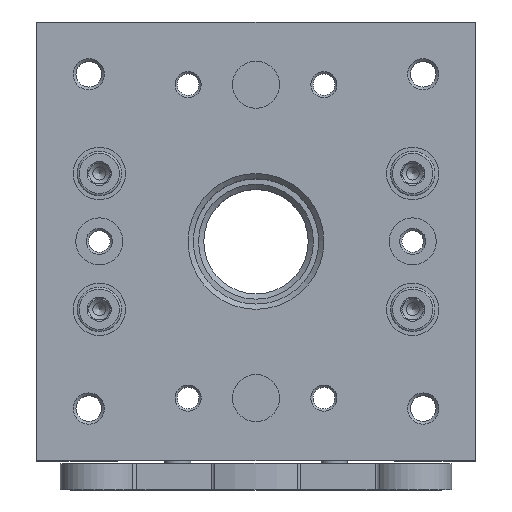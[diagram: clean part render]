
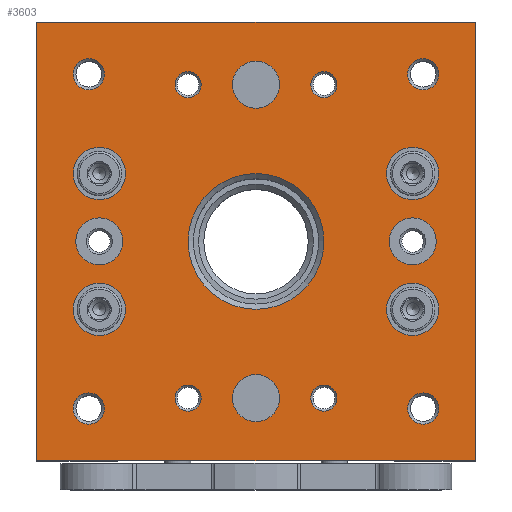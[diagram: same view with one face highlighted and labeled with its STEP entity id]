
A CAD part, top view. The second image highlights one B-rep face of the part: STEP entity #3603.
In plain terms, the highlighted face is planar.
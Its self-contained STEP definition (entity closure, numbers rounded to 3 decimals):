
#174=PLANE('',#3947);
#299=CIRCLE('',#3948,5.);
#300=CIRCLE('',#3949,5.);
#301=CIRCLE('',#3950,5.);
#302=CIRCLE('',#3951,5.);
#303=CIRCLE('',#3952,4.5);
#304=CIRCLE('',#3953,4.5);
#305=CIRCLE('',#3954,3.);
#306=CIRCLE('',#3955,3.);
#307=CIRCLE('',#3956,3.);
#308=CIRCLE('',#3957,3.);
#309=CIRCLE('',#3958,13.);
#310=CIRCLE('',#3959,2.5);
#311=CIRCLE('',#3960,2.5);
#312=CIRCLE('',#3961,2.5);
#313=CIRCLE('',#3962,2.5);
#314=CIRCLE('',#3963,4.5);
#315=CIRCLE('',#3964,4.5);
#559=ORIENTED_EDGE('',*,*,#1490,.F.);
#560=ORIENTED_EDGE('',*,*,#1491,.F.);
#561=ORIENTED_EDGE('',*,*,#1492,.F.);
#562=ORIENTED_EDGE('',*,*,#1493,.F.);
#563=ORIENTED_EDGE('',*,*,#1494,.F.);
#564=ORIENTED_EDGE('',*,*,#1495,.F.);
#565=ORIENTED_EDGE('',*,*,#1496,.F.);
#566=ORIENTED_EDGE('',*,*,#1497,.F.);
#567=ORIENTED_EDGE('',*,*,#1498,.F.);
#568=ORIENTED_EDGE('',*,*,#1499,.F.);
#569=ORIENTED_EDGE('',*,*,#1500,.F.);
#570=ORIENTED_EDGE('',*,*,#1501,.F.);
#571=ORIENTED_EDGE('',*,*,#1502,.F.);
#572=ORIENTED_EDGE('',*,*,#1503,.F.);
#573=ORIENTED_EDGE('',*,*,#1504,.F.);
#574=ORIENTED_EDGE('',*,*,#1505,.T.);
#575=ORIENTED_EDGE('',*,*,#1506,.T.);
#576=ORIENTED_EDGE('',*,*,#1507,.T.);
#577=ORIENTED_EDGE('',*,*,#1508,.F.);
#578=ORIENTED_EDGE('',*,*,#1509,.F.);
#579=ORIENTED_EDGE('',*,*,#1488,.T.);
#1488=EDGE_CURVE('',#1953,#1952,#2290,.T.);
#1490=EDGE_CURVE('',#1954,#1954,#299,.T.);
#1491=EDGE_CURVE('',#1955,#1955,#300,.T.);
#1492=EDGE_CURVE('',#1956,#1956,#301,.T.);
#1493=EDGE_CURVE('',#1957,#1957,#302,.T.);
#1494=EDGE_CURVE('',#1958,#1958,#303,.T.);
#1495=EDGE_CURVE('',#1959,#1959,#304,.T.);
#1496=EDGE_CURVE('',#1960,#1960,#305,.T.);
#1497=EDGE_CURVE('',#1961,#1961,#306,.T.);
#1498=EDGE_CURVE('',#1962,#1962,#307,.T.);
#1499=EDGE_CURVE('',#1963,#1963,#308,.T.);
#1500=EDGE_CURVE('',#1964,#1964,#309,.T.);
#1501=EDGE_CURVE('',#1965,#1965,#310,.T.);
#1502=EDGE_CURVE('',#1966,#1966,#311,.T.);
#1503=EDGE_CURVE('',#1967,#1967,#312,.T.);
#1504=EDGE_CURVE('',#1968,#1968,#313,.T.);
#1505=EDGE_CURVE('',#1969,#1969,#314,.T.);
#1506=EDGE_CURVE('',#1970,#1970,#315,.T.);
#1507=EDGE_CURVE('',#1952,#1971,#2292,.T.);
#1508=EDGE_CURVE('',#1972,#1971,#2293,.T.);
#1509=EDGE_CURVE('',#1953,#1972,#2294,.T.);
#1952=VERTEX_POINT('',#5739);
#1953=VERTEX_POINT('',#5741);
#1954=VERTEX_POINT('',#5745);
#1955=VERTEX_POINT('',#5747);
#1956=VERTEX_POINT('',#5749);
#1957=VERTEX_POINT('',#5751);
#1958=VERTEX_POINT('',#5753);
#1959=VERTEX_POINT('',#5755);
#1960=VERTEX_POINT('',#5757);
#1961=VERTEX_POINT('',#5759);
#1962=VERTEX_POINT('',#5761);
#1963=VERTEX_POINT('',#5763);
#1964=VERTEX_POINT('',#5765);
#1965=VERTEX_POINT('',#5767);
#1966=VERTEX_POINT('',#5769);
#1967=VERTEX_POINT('',#5771);
#1968=VERTEX_POINT('',#5773);
#1969=VERTEX_POINT('',#5775);
#1970=VERTEX_POINT('',#5777);
#1971=VERTEX_POINT('',#5779);
#1972=VERTEX_POINT('',#5781);
#2290=LINE('',#5740,#2490);
#2292=LINE('',#5778,#2492);
#2293=LINE('',#5780,#2493);
#2294=LINE('',#5782,#2494);
#2490=VECTOR('',#4507,1000.);
#2492=VECTOR('',#4545,1000.);
#2493=VECTOR('',#4546,1000.);
#2494=VECTOR('',#4547,1000.);
#2678=EDGE_LOOP('',(#559));
#2679=EDGE_LOOP('',(#560));
#2680=EDGE_LOOP('',(#561));
#2681=EDGE_LOOP('',(#562));
#2682=EDGE_LOOP('',(#563));
#2683=EDGE_LOOP('',(#564));
#2684=EDGE_LOOP('',(#565));
#2685=EDGE_LOOP('',(#566));
#2686=EDGE_LOOP('',(#567));
#2687=EDGE_LOOP('',(#568));
#2688=EDGE_LOOP('',(#569));
#2689=EDGE_LOOP('',(#570));
#2690=EDGE_LOOP('',(#571));
#2691=EDGE_LOOP('',(#572));
#2692=EDGE_LOOP('',(#573));
#2693=EDGE_LOOP('',(#574));
#2694=EDGE_LOOP('',(#575));
#2695=EDGE_LOOP('',(#576,#577,#578,#579));
#3098=FACE_BOUND('',#2678,.T.);
#3099=FACE_BOUND('',#2679,.T.);
#3100=FACE_BOUND('',#2680,.T.);
#3101=FACE_BOUND('',#2681,.T.);
#3102=FACE_BOUND('',#2682,.T.);
#3103=FACE_BOUND('',#2683,.T.);
#3104=FACE_BOUND('',#2684,.T.);
#3105=FACE_BOUND('',#2685,.T.);
#3106=FACE_BOUND('',#2686,.T.);
#3107=FACE_BOUND('',#2687,.T.);
#3108=FACE_BOUND('',#2688,.T.);
#3109=FACE_BOUND('',#2689,.T.);
#3110=FACE_BOUND('',#2690,.T.);
#3111=FACE_BOUND('',#2691,.T.);
#3112=FACE_BOUND('',#2692,.T.);
#3113=FACE_BOUND('',#2693,.T.);
#3114=FACE_BOUND('',#2694,.T.);
#3115=FACE_BOUND('',#2695,.T.);
#3603=ADVANCED_FACE('',(#3098,#3099,#3100,#3101,#3102,#3103,#3104,#3105,
#3106,#3107,#3108,#3109,#3110,#3111,#3112,#3113,#3114,#3115),#174,.F.);
#3947=AXIS2_PLACEMENT_3D('',#5743,#4509,#4510);
#3948=AXIS2_PLACEMENT_3D('',#5744,#4511,#4512);
#3949=AXIS2_PLACEMENT_3D('',#5746,#4513,#4514);
#3950=AXIS2_PLACEMENT_3D('',#5748,#4515,#4516);
#3951=AXIS2_PLACEMENT_3D('',#5750,#4517,#4518);
#3952=AXIS2_PLACEMENT_3D('',#5752,#4519,#4520);
#3953=AXIS2_PLACEMENT_3D('',#5754,#4521,#4522);
#3954=AXIS2_PLACEMENT_3D('',#5756,#4523,#4524);
#3955=AXIS2_PLACEMENT_3D('',#5758,#4525,#4526);
#3956=AXIS2_PLACEMENT_3D('',#5760,#4527,#4528);
#3957=AXIS2_PLACEMENT_3D('',#5762,#4529,#4530);
#3958=AXIS2_PLACEMENT_3D('',#5764,#4531,#4532);
#3959=AXIS2_PLACEMENT_3D('',#5766,#4533,#4534);
#3960=AXIS2_PLACEMENT_3D('',#5768,#4535,#4536);
#3961=AXIS2_PLACEMENT_3D('',#5770,#4537,#4538);
#3962=AXIS2_PLACEMENT_3D('',#5772,#4539,#4540);
#3963=AXIS2_PLACEMENT_3D('',#5774,#4541,#4542);
#3964=AXIS2_PLACEMENT_3D('',#5776,#4543,#4544);
#4507=DIRECTION('',(-1.,0.,0.));
#4509=DIRECTION('',(0.,1.,0.));
#4510=DIRECTION('',(0.,0.,1.));
#4511=DIRECTION('',(0.,-1.,0.));
#4512=DIRECTION('',(0.,0.,-1.));
#4513=DIRECTION('',(0.,-1.,0.));
#4514=DIRECTION('',(0.,0.,-1.));
#4515=DIRECTION('',(0.,-1.,0.));
#4516=DIRECTION('',(0.,0.,-1.));
#4517=DIRECTION('',(0.,-1.,0.));
#4518=DIRECTION('',(0.,0.,-1.));
#4519=DIRECTION('',(0.,-1.,0.));
#4520=DIRECTION('',(0.,0.,-1.));
#4521=DIRECTION('',(0.,-1.,0.));
#4522=DIRECTION('',(0.,0.,-1.));
#4523=DIRECTION('',(0.,-1.,0.));
#4524=DIRECTION('',(0.,0.,-1.));
#4525=DIRECTION('',(0.,-1.,0.));
#4526=DIRECTION('',(0.,0.,-1.));
#4527=DIRECTION('',(0.,-1.,0.));
#4528=DIRECTION('',(0.,0.,-1.));
#4529=DIRECTION('',(0.,-1.,0.));
#4530=DIRECTION('',(0.,0.,-1.));
#4531=DIRECTION('',(0.,-1.,0.));
#4532=DIRECTION('',(0.,0.,-1.));
#4533=DIRECTION('',(0.,-1.,0.));
#4534=DIRECTION('',(0.,0.,-1.));
#4535=DIRECTION('',(0.,-1.,0.));
#4536=DIRECTION('',(0.,0.,-1.));
#4537=DIRECTION('',(0.,-1.,0.));
#4538=DIRECTION('',(0.,0.,-1.));
#4539=DIRECTION('',(0.,-1.,0.));
#4540=DIRECTION('',(0.,0.,-1.));
#4541=DIRECTION('',(0.,1.,0.));
#4542=DIRECTION('',(1.,0.,0.));
#4543=DIRECTION('',(0.,1.,0.));
#4544=DIRECTION('',(1.,0.,0.));
#4545=DIRECTION('',(0.,0.,-1.));
#4546=DIRECTION('',(-1.,0.,0.));
#4547=DIRECTION('',(0.,0.,-1.));
#5739=CARTESIAN_POINT('',(-42.,-6.5,42.));
#5740=CARTESIAN_POINT('',(42.,-6.5,42.));
#5741=CARTESIAN_POINT('',(42.,-6.5,42.));
#5743=CARTESIAN_POINT('',(42.,-6.5,42.));
#5744=CARTESIAN_POINT('',(-13.,-6.5,-30.));
#5745=CARTESIAN_POINT('',(-13.,-6.5,-35.));
#5746=CARTESIAN_POINT('',(-13.,-6.5,30.));
#5747=CARTESIAN_POINT('',(-13.,-6.5,25.));
#5748=CARTESIAN_POINT('',(13.,-6.5,-30.));
#5749=CARTESIAN_POINT('',(13.,-6.5,-35.));
#5750=CARTESIAN_POINT('',(13.,-6.5,30.));
#5751=CARTESIAN_POINT('',(13.,-6.5,25.));
#5752=CARTESIAN_POINT('',(0.,-6.5,-30.));
#5753=CARTESIAN_POINT('',(0.,-6.5,-34.5));
#5754=CARTESIAN_POINT('',(0.,-6.5,30.));
#5755=CARTESIAN_POINT('',(0.,-6.5,25.5));
#5756=CARTESIAN_POINT('',(-32.,-6.5,32.));
#5757=CARTESIAN_POINT('',(-32.,-6.5,29.));
#5758=CARTESIAN_POINT('',(32.,-6.5,32.));
#5759=CARTESIAN_POINT('',(32.,-6.5,29.));
#5760=CARTESIAN_POINT('',(-32.,-6.5,-32.));
#5761=CARTESIAN_POINT('',(-32.,-6.5,-35.));
#5762=CARTESIAN_POINT('',(32.,-6.5,-32.));
#5763=CARTESIAN_POINT('',(32.,-6.5,-35.));
#5764=CARTESIAN_POINT('',(0.,-6.5,0.));
#5765=CARTESIAN_POINT('',(0.,-6.5,-13.));
#5766=CARTESIAN_POINT('',(30.,-6.5,-13.));
#5767=CARTESIAN_POINT('',(30.,-6.5,-15.5));
#5768=CARTESIAN_POINT('',(-30.,-6.5,-13.));
#5769=CARTESIAN_POINT('',(-30.,-6.5,-15.5));
#5770=CARTESIAN_POINT('',(-30.,-6.5,13.));
#5771=CARTESIAN_POINT('',(-30.,-6.5,10.5));
#5772=CARTESIAN_POINT('',(30.,-6.5,13.));
#5773=CARTESIAN_POINT('',(30.,-6.5,10.5));
#5774=CARTESIAN_POINT('',(-30.,-6.5,0.));
#5775=CARTESIAN_POINT('',(-25.5,-6.5,0.));
#5776=CARTESIAN_POINT('',(30.,-6.5,0.));
#5777=CARTESIAN_POINT('',(34.5,-6.5,0.));
#5778=CARTESIAN_POINT('',(-42.,-6.5,42.));
#5779=CARTESIAN_POINT('',(-42.,-6.5,-42.));
#5780=CARTESIAN_POINT('',(42.,-6.5,-42.));
#5781=CARTESIAN_POINT('',(42.,-6.5,-42.));
#5782=CARTESIAN_POINT('',(42.,-6.5,42.));
